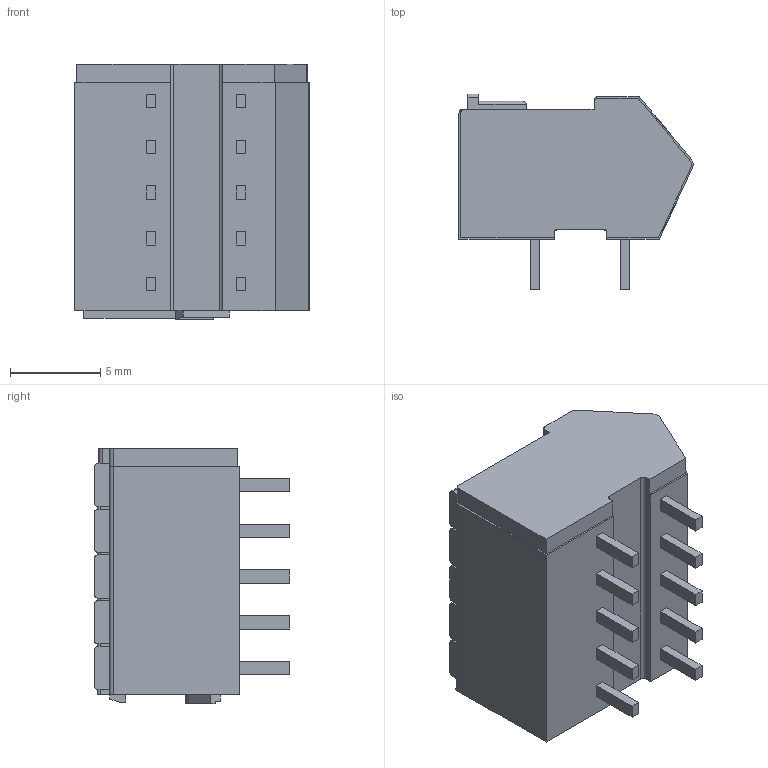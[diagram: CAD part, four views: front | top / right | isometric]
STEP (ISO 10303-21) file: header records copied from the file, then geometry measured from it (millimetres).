
FILE_DESCRIPTION( ( 'STEP AP203' ), '1' );
FILE_NAME( '218-505.stp', '2021-10-27T12:46:02', ( 'License CC BY-ND 4.0' ), ( 'CADENAS' ), ' ', 'PARTsolutions', ' ' );
FILE_SCHEMA( ( 'CONFIG_CONTROL_DESIGN' ) );
Length unit declared in the file: millimetre
Products named in the file (1): _218-505
Bounding box: 13 x 10.85 x 14.2 mm (x, y, z)
Volume: 1110.3 mm3; surface area: 1072.6 mm2
Topology: 1 solids, 1 shells, 317 faces, 867 edges, 568 vertices
Faces by surface type: plane 258, cylinder 59
Entity records: 9944 total; most frequent: CARTESIAN_POINT 1753, ORIENTED_EDGE 1734, DIRECTION 1622, EDGE_CURVE 867, LINE 748, VECTOR 748, VERTEX_POINT 568, AXIS2_PLACEMENT_3D 437
